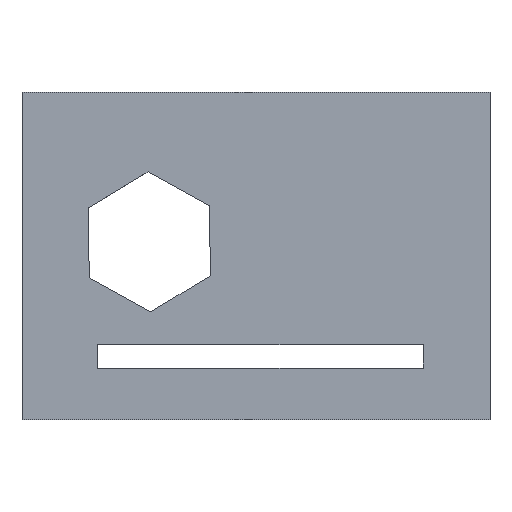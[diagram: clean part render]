
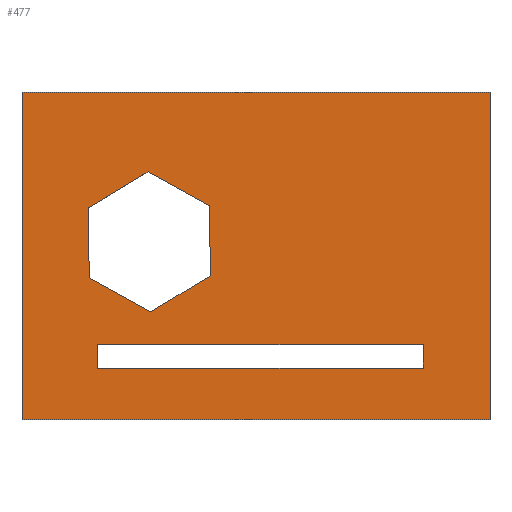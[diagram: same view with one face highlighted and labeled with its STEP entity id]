
A CAD part, top view. The second image highlights one B-rep face of the part: STEP entity #477.
In plain terms, the highlighted planar face has unit normal (0, 0, 1).
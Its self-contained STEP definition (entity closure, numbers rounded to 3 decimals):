
#24 = VERTEX_POINT('',#25);
#25 = CARTESIAN_POINT('',(133.097,181.956,10.));
#31 = EDGE_CURVE('',#24,#32,#34,.T.);
#32 = VERTEX_POINT('',#33);
#33 = CARTESIAN_POINT('',(247.477,181.956,10.));
#34 = LINE('',#35,#36);
#35 = CARTESIAN_POINT('',(133.097,181.956,10.));
#36 = VECTOR('',#37,1.);
#37 = DIRECTION('',(1.,0.,0.));
#62 = EDGE_CURVE('',#32,#63,#65,.T.);
#63 = VERTEX_POINT('',#64);
#64 = CARTESIAN_POINT('',(247.477,101.925,10.));
#65 = LINE('',#66,#67);
#66 = CARTESIAN_POINT('',(247.477,181.956,10.));
#67 = VECTOR('',#68,1.);
#68 = DIRECTION('',(0.,-1.,0.));
#93 = EDGE_CURVE('',#63,#94,#96,.T.);
#94 = VERTEX_POINT('',#95);
#95 = CARTESIAN_POINT('',(133.097,101.925,10.));
#96 = LINE('',#97,#98);
#97 = CARTESIAN_POINT('',(247.477,101.925,10.));
#98 = VECTOR('',#99,1.);
#99 = DIRECTION('',(-1.,0.,0.));
#124 = EDGE_CURVE('',#94,#24,#125,.T.);
#125 = LINE('',#126,#127);
#126 = CARTESIAN_POINT('',(133.097,101.925,10.));
#127 = VECTOR('',#128,1.);
#128 = DIRECTION('',(0.,1.,0.));
#148 = VERTEX_POINT('',#149);
#149 = CARTESIAN_POINT('',(151.541,120.286,10.));
#155 = EDGE_CURVE('',#148,#156,#158,.T.);
#156 = VERTEX_POINT('',#157);
#157 = CARTESIAN_POINT('',(231.205,120.286,10.));
#158 = LINE('',#159,#160);
#159 = CARTESIAN_POINT('',(151.541,120.286,10.));
#160 = VECTOR('',#161,1.);
#161 = DIRECTION('',(1.,0.,0.));
#186 = EDGE_CURVE('',#156,#187,#189,.T.);
#187 = VERTEX_POINT('',#188);
#188 = CARTESIAN_POINT('',(231.205,114.53,10.));
#189 = LINE('',#190,#191);
#190 = CARTESIAN_POINT('',(231.205,120.286,10.));
#191 = VECTOR('',#192,1.);
#192 = DIRECTION('',(0.,-1.,0.));
#217 = EDGE_CURVE('',#187,#218,#220,.T.);
#218 = VERTEX_POINT('',#219);
#219 = CARTESIAN_POINT('',(151.541,114.53,10.));
#220 = LINE('',#221,#222);
#221 = CARTESIAN_POINT('',(231.205,114.53,10.));
#222 = VECTOR('',#223,1.);
#223 = DIRECTION('',(-1.,0.,0.));
#248 = EDGE_CURVE('',#218,#148,#249,.T.);
#249 = LINE('',#250,#251);
#250 = CARTESIAN_POINT('',(151.541,114.53,10.));
#251 = VECTOR('',#252,1.);
#252 = DIRECTION('',(0.,1.,0.));
#272 = VERTEX_POINT('',#273);
#273 = CARTESIAN_POINT('',(179.17,137.094,10.));
#279 = EDGE_CURVE('',#272,#280,#282,.T.);
#280 = VERTEX_POINT('',#281);
#281 = CARTESIAN_POINT('',(178.865,154.199,10.));
#282 = LINE('',#283,#284);
#283 = CARTESIAN_POINT('',(179.17,137.094,10.));
#284 = VECTOR('',#285,1.);
#285 = DIRECTION('',(-0.018,1.,0.));
#310 = EDGE_CURVE('',#280,#311,#313,.T.);
#311 = VERTEX_POINT('',#312);
#312 = CARTESIAN_POINT('',(163.899,162.488,10.));
#313 = LINE('',#314,#315);
#314 = CARTESIAN_POINT('',(178.865,154.199,10.));
#315 = VECTOR('',#316,1.);
#316 = DIRECTION('',(-0.875,0.485,0.));
#341 = EDGE_CURVE('',#311,#342,#344,.T.);
#342 = VERTEX_POINT('',#343);
#343 = CARTESIAN_POINT('',(149.238,153.672,10.));
#344 = LINE('',#345,#346);
#345 = CARTESIAN_POINT('',(163.899,162.488,10.));
#346 = VECTOR('',#347,1.);
#347 = DIRECTION('',(-0.857,-0.515,0.));
#372 = EDGE_CURVE('',#342,#373,#375,.T.);
#373 = VERTEX_POINT('',#374);
#374 = CARTESIAN_POINT('',(149.543,136.566,10.));
#375 = LINE('',#376,#377);
#376 = CARTESIAN_POINT('',(149.238,153.672,10.));
#377 = VECTOR('',#378,1.);
#378 = DIRECTION('',(0.018,-1.,0.));
#403 = EDGE_CURVE('',#373,#404,#406,.T.);
#404 = VERTEX_POINT('',#405);
#405 = CARTESIAN_POINT('',(164.509,128.278,10.));
#406 = LINE('',#407,#408);
#407 = CARTESIAN_POINT('',(149.543,136.566,10.));
#408 = VECTOR('',#409,1.);
#409 = DIRECTION('',(0.875,-0.485,0.));
#434 = EDGE_CURVE('',#404,#272,#435,.T.);
#435 = LINE('',#436,#437);
#436 = CARTESIAN_POINT('',(164.509,128.278,10.));
#437 = VECTOR('',#438,1.);
#438 = DIRECTION('',(0.857,0.515,0.));
#477 = ADVANCED_FACE('',(#478,#484,#490),#498,.T.);
#478 = FACE_BOUND('',#479,.F.);
#479 = EDGE_LOOP('',(#480,#481,#482,#483));
#480 = ORIENTED_EDGE('',*,*,#31,.T.);
#481 = ORIENTED_EDGE('',*,*,#62,.T.);
#482 = ORIENTED_EDGE('',*,*,#93,.T.);
#483 = ORIENTED_EDGE('',*,*,#124,.T.);
#484 = FACE_BOUND('',#485,.T.);
#485 = EDGE_LOOP('',(#486,#487,#488,#489));
#486 = ORIENTED_EDGE('',*,*,#155,.T.);
#487 = ORIENTED_EDGE('',*,*,#186,.T.);
#488 = ORIENTED_EDGE('',*,*,#217,.T.);
#489 = ORIENTED_EDGE('',*,*,#248,.T.);
#490 = FACE_BOUND('',#491,.F.);
#491 = EDGE_LOOP('',(#492,#493,#494,#495,#496,#497));
#492 = ORIENTED_EDGE('',*,*,#279,.T.);
#493 = ORIENTED_EDGE('',*,*,#310,.T.);
#494 = ORIENTED_EDGE('',*,*,#341,.T.);
#495 = ORIENTED_EDGE('',*,*,#372,.T.);
#496 = ORIENTED_EDGE('',*,*,#403,.T.);
#497 = ORIENTED_EDGE('',*,*,#434,.T.);
#498 = PLANE('',#499);
#499 = AXIS2_PLACEMENT_3D('',#500,#501,#502);
#500 = CARTESIAN_POINT('',(186.525,136.146,10.));
#501 = DIRECTION('',(0.,0.,1.));
#502 = DIRECTION('',(1.,0.,0.));
